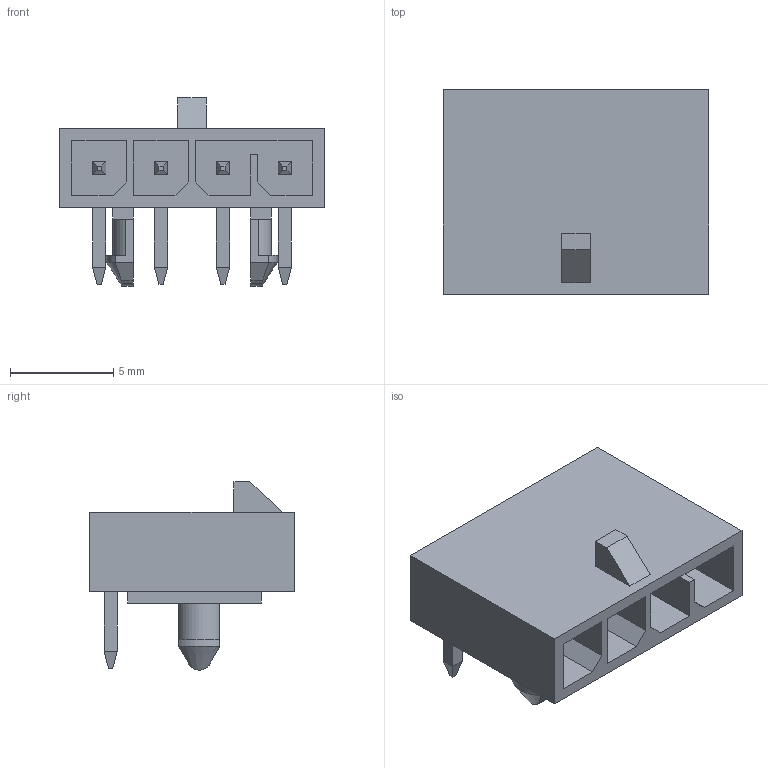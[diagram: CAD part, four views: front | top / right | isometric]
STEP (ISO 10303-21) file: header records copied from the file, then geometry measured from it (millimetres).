
FILE_DESCRIPTION(/* description */ (''),/* implementation_level */ '2;1');
FILE_NAME(/* name */ '2157601004wbm000_02_214.stp',/* time_stamp */ '2023-10-27T11:51:55+05:00',/* author */ (''),/* organization */ (''),/* preprocessor_version */ 'ST-DEVELOPER v16.7',/* originating_system */ 'SIEMENS PLM Software NX 1919',/* authorisation */ '');
FILE_SCHEMA (('AUTOMOTIVE_DESIGN { 1 0 10303 214 3 1 1 1 }'));
Length unit declared in the file: millimetre
Products named in the file (1): 2157601004wbm000_02
Bounding box: 12.85 x 9.91 x 9.12 mm (x, y, z)
Volume: 342 mm3; surface area: 823.8 mm2
Topology: 1 solids, 1 shells, 136 faces, 322 edges, 202 vertices
Faces by surface type: plane 128, cylinder 6, cone 2
Entity records: 3880 total; most frequent: CARTESIAN_POINT 735, ORIENTED_EDGE 644, DIRECTION 602, EDGE_CURVE 322, LINE 304, VECTOR 304, VERTEX_POINT 202, EDGE_LOOP 150
